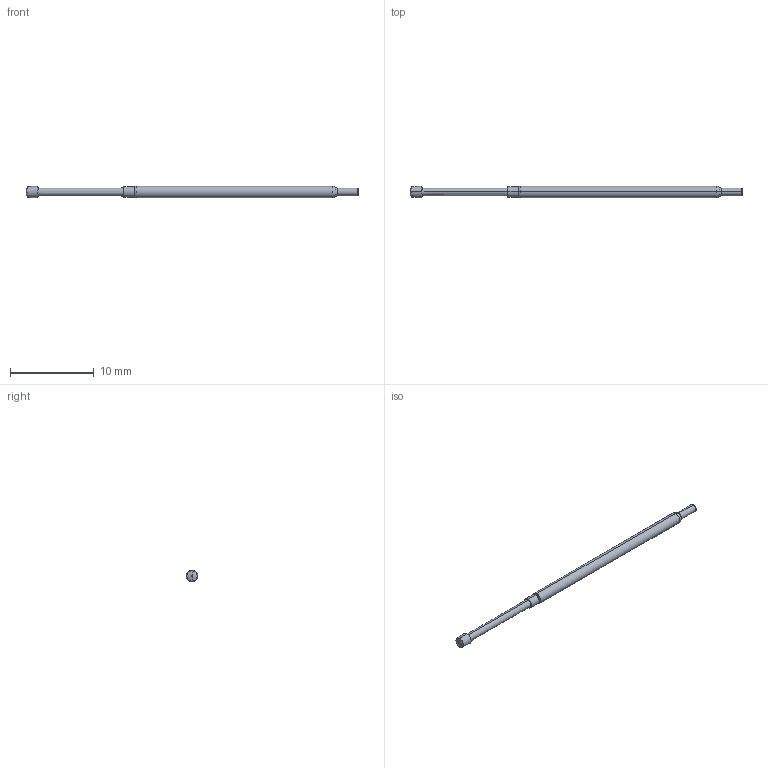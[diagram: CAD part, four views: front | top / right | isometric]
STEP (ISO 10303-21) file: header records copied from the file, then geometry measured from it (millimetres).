
FILE_DESCRIPTION (( 'STEP AP214' ), '1' );
FILE_NAME ('X75-PRP4030_.STEP', '2016-04-19T14:41:34', ( 'spare' ), ( '' ), 'SwSTEP 2.0', 'SolidWorks 2016', '' );
FILE_SCHEMA (( 'AUTOMOTIVE_DESIGN' ));
Length unit declared in the file: inch
Products named in the file (1): X75-PRP4030_
Bounding box: 39.62 x 1.39 x 1.39 mm (x, y, z)
Volume: 47.4 mm3; surface area: 154.3 mm2
Topology: 1 solids, 1 shells, 33 faces, 64 edges, 34 vertices
Faces by surface type: torus 14, cone 10, cylinder 6, plane 3
Entity records: 1307 total; most frequent: DIRECTION 180, CARTESIAN_POINT 132, ORIENTED_EDGE 128, AXIS2_PLACEMENT_3D 82, EDGE_CURVE 64, CIRCLE 48, LENGTH_MEASURE_WITH_UNIT 36, UNCERTAINTY_MEASURE_WITH_UNIT 36
